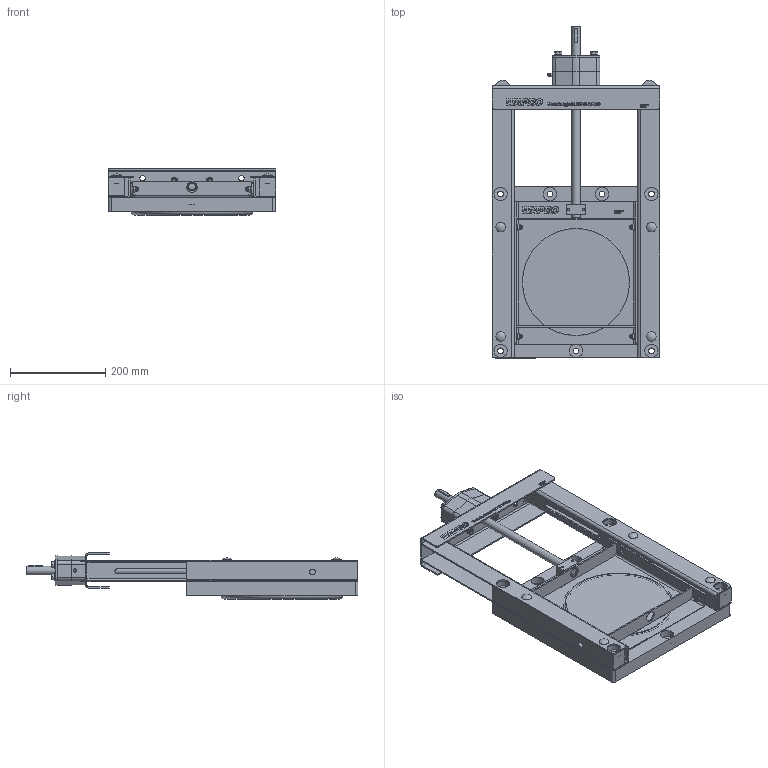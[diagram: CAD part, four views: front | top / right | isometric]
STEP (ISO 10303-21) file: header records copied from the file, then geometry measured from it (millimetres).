
FILE_DESCRIPTION (( 'STEP AP203' ), '1' );
FILE_NAME ('SPK-TG Ø200.STEP', '2024-09-12T19:09:14', ( '' ), ( '' ), 'SwSTEP 2.0', 'SolidWorks 2023', '' );
FILE_SCHEMA (( 'CONFIG_CONTROL_DESIGN' ));
Products named in the file (1): SPK-TG Ø200
Bounding box: 352 x 698.25 x 97.3 mm (x, y, z)
Surface area: 1075530.6 mm2 (no closed solid volume)
Topology: 0 solids, 117 shells, 587 faces, 3361 edges, 2927 vertices
Faces by surface type: plane 363, cylinder 140, cone 49, torus 20, bspline 10, sphere 5
Full cylindrical faces by diameter (mm): 5 x2, 6 x4, 7.143 x1, 8 x8, 9.429 x4, 10 x4, 11 x4, 12 x13, 13 x9, 16 x4, 18 x2, 20 x4, 22 x2, 24 x4, 26 x1, 28 x11, 200 x1
Entity records: 46566 total; most frequent: CARTESIAN_POINT 22954, ORIENTED_EDGE 4397, DIRECTION 3721, EDGE_CURVE 3224, VERTEX_POINT 2903, LINE 1499, VECTOR 1499, B_SPLINE_CURVE_WITH_KNOTS 1174
